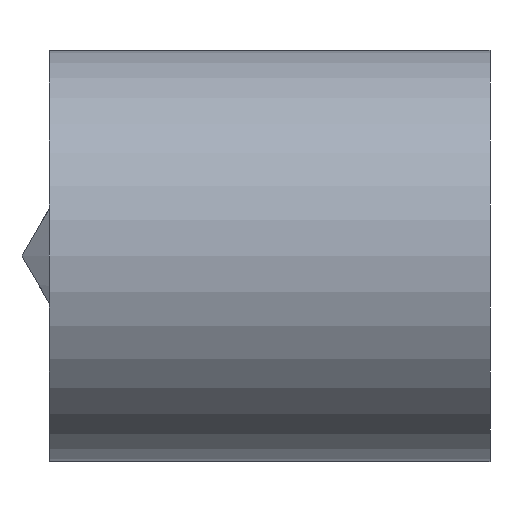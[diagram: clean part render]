
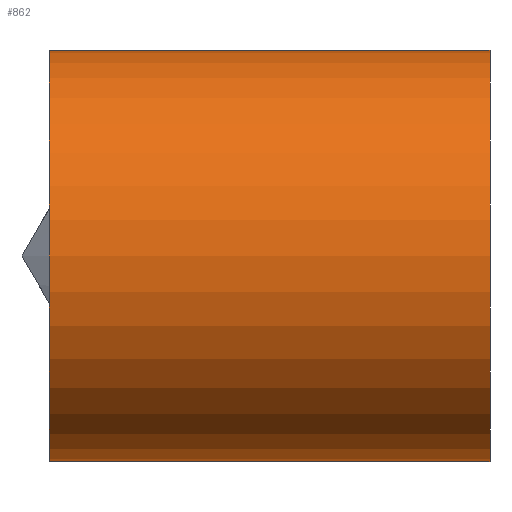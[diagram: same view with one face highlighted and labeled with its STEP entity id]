
A CAD part, left-side view. The second image highlights one B-rep face of the part: STEP entity #862.
In plain terms, the highlighted cylindrical face has radius 7 mm (diameter 14 mm), a partial arc.
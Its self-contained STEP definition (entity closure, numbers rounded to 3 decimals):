
#87 = EDGE_LOOP ( 'NONE', ( #478, #471, #461, #450 ) ) ;
#276 = LINE ( 'NONE', #1392, #555 ) ;
#278 = LINE ( 'NONE', #1396, #543 ) ;
#316 = FACE_OUTER_BOUND ( 'NONE', #87, .T. ) ;
#317 = CYLINDRICAL_SURFACE ( 'NONE', #425, 7. ) ;
#425 = AXIS2_PLACEMENT_3D ( 'NONE', #1611, #1612, #1613 ) ;
#450 = ORIENTED_EDGE ( 'NONE', *, *, #795, .F. ) ;
#461 = ORIENTED_EDGE ( 'NONE', *, *, #835, .T. ) ;
#471 = ORIENTED_EDGE ( 'NONE', *, *, #797, .F. ) ;
#478 = ORIENTED_EDGE ( 'NONE', *, *, #833, .F. ) ;
#543 = VECTOR ( 'NONE', #1397, 1000. ) ;
#555 = VECTOR ( 'NONE', #1393, 1000. ) ;
#698 = CARTESIAN_POINT ( 'NONE',  ( 0., 6., 7. ) ) ;
#714 = CARTESIAN_POINT ( 'NONE',  ( 0., -9., 7. ) ) ;
#795 = EDGE_CURVE ( 'NONE', #1140, #1080, #891, .T. ) ;
#797 = EDGE_CURVE ( 'NONE', #1119, #1126, #918, .T. ) ;
#833 = EDGE_CURVE ( 'NONE', #1126, #1140, #276, .T. ) ;
#835 = EDGE_CURVE ( 'NONE', #1119, #1080, #278, .T. ) ;
#862 = ADVANCED_FACE ( 'NONE', ( #316 ), #317, .T. ) ;
#891 = CIRCLE ( 'NONE', #919, 7. ) ;
#918 = CIRCLE ( 'NONE', #974, 7. ) ;
#919 = AXIS2_PLACEMENT_3D ( 'NONE', #1952, #1953, #1954 ) ;
#974 = AXIS2_PLACEMENT_3D ( 'NONE', #1957, #1958, #1959 ) ;
#1080 = VERTEX_POINT ( 'NONE', #698 ) ;
#1119 = VERTEX_POINT ( 'NONE', #714 ) ;
#1126 = VERTEX_POINT ( 'NONE', #1961 ) ;
#1140 = VERTEX_POINT ( 'NONE', #1966 ) ;
#1392 = CARTESIAN_POINT ( 'NONE',  ( 0., 13.586, -7. ) ) ;
#1393 = DIRECTION ( 'NONE',  ( 0., 1., 0. ) ) ;
#1396 = CARTESIAN_POINT ( 'NONE',  ( 0., 13.586, 7. ) ) ;
#1397 = DIRECTION ( 'NONE',  ( 0., 1., 0. ) ) ;
#1611 = CARTESIAN_POINT ( 'NONE',  ( 0., 13.586, 0. ) ) ;
#1612 = DIRECTION ( 'NONE',  ( 0., 1., 0. ) ) ;
#1613 = DIRECTION ( 'NONE',  ( 0., 0., 1. ) ) ;
#1952 = CARTESIAN_POINT ( 'NONE',  ( 0., 6., 0. ) ) ;
#1953 = DIRECTION ( 'NONE',  ( 0., 1., 0. ) ) ;
#1954 = DIRECTION ( 'NONE',  ( 0., 0., 1. ) ) ;
#1957 = CARTESIAN_POINT ( 'NONE',  ( 0., -9., 0. ) ) ;
#1958 = DIRECTION ( 'NONE',  ( 0., -1., 0. ) ) ;
#1959 = DIRECTION ( 'NONE',  ( 0., 0., -1. ) ) ;
#1961 = CARTESIAN_POINT ( 'NONE',  ( 0., -9., -7. ) ) ;
#1966 = CARTESIAN_POINT ( 'NONE',  ( 0., 6., -7. ) ) ;
